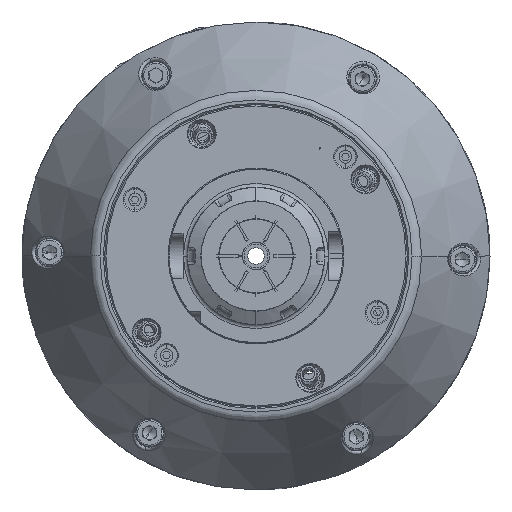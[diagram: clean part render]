
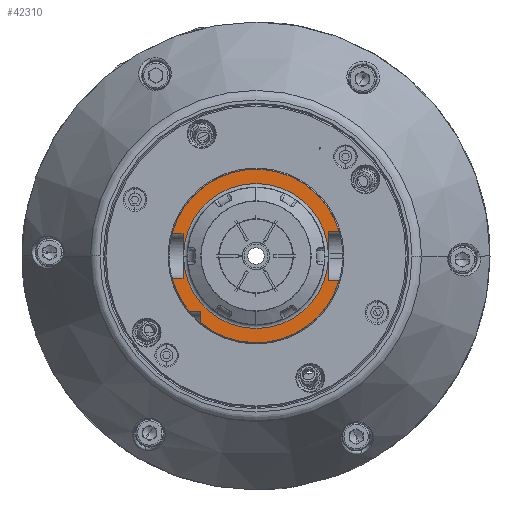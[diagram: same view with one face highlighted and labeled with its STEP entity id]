
A CAD part, left-side view. The second image highlights one B-rep face of the part: STEP entity #42310.
In plain terms, the highlighted planar face has unit normal (-1, 0, 0).
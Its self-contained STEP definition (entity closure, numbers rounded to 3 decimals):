
#1446 = VECTOR ( 'NONE', #16643, 1000. ) ;
#1452 = LINE ( 'NONE', #16658, #1446 ) ;
#1467 = VECTOR ( 'NONE', #14808, 1000. ) ;
#1470 = LINE ( 'NONE', #14812, #1467 ) ;
#5863 = EDGE_CURVE ( 'NONE', #23460, #23581, #8767, .T. ) ;
#5922 = EDGE_CURVE ( 'NONE', #23393, #23348, #8725, .T. ) ;
#5948 = EDGE_CURVE ( 'NONE', #23483, #23574, #8702, .T. ) ;
#5972 = EDGE_CURVE ( 'NONE', #23315, #23566, #8691, .T. ) ;
#8457 = DIRECTION ( 'NONE',  ( 0., -1., 0. ) ) ;
#8461 = CARTESIAN_POINT ( 'NONE',  ( -26., 0., 0. ) ) ;
#8476 = DIRECTION ( 'NONE',  ( 1., 0., 0. ) ) ;
#8614 = DIRECTION ( 'NONE',  ( 1., 0., 0. ) ) ;
#8615 = DIRECTION ( 'NONE',  ( 0., -1., 0. ) ) ;
#8618 = CARTESIAN_POINT ( 'NONE',  ( -26., 0., 0. ) ) ;
#8688 = VECTOR ( 'NONE', #41128, 1000. ) ;
#8691 = LINE ( 'NONE', #41129, #8688 ) ;
#8700 = VECTOR ( 'NONE', #41157, 1000. ) ;
#8702 = LINE ( 'NONE', #41166, #8700 ) ;
#8725 = CIRCLE ( 'NONE', #24791, 31.5 ) ;
#8767 = CIRCLE ( 'NONE', #24850, 26.323 ) ;
#9788 = DIRECTION ( 'NONE',  ( 0., -1., 0. ) ) ;
#9789 = CARTESIAN_POINT ( 'NONE',  ( -26., 31.501, 8. ) ) ;
#9867 = DIRECTION ( 'NONE',  ( 0., 0., -1. ) ) ;
#9883 = CARTESIAN_POINT ( 'NONE',  ( -26., 26.5, 8. ) ) ;
#9957 = DIRECTION ( 'NONE',  ( 0., -1., 0. ) ) ;
#9958 = DIRECTION ( 'NONE',  ( 1., 0., 0. ) ) ;
#9959 = CARTESIAN_POINT ( 'NONE',  ( -26., 0., 0. ) ) ;
#10037 = DIRECTION ( 'NONE',  ( 0., -1., 0. ) ) ;
#10039 = CARTESIAN_POINT ( 'NONE',  ( -26., 31.501, -20. ) ) ;
#10110 = CARTESIAN_POINT ( 'NONE',  ( -26., -26.5, 9. ) ) ;
#10111 = DIRECTION ( 'NONE',  ( 0., 0., -1. ) ) ;
#14391 = ORIENTED_EDGE ( 'NONE', *, *, #52410, .T. ) ;
#14392 = ORIENTED_EDGE ( 'NONE', *, *, #5863, .T. ) ;
#14393 = ORIENTED_EDGE ( 'NONE', *, *, #52310, .T. ) ;
#14394 = ORIENTED_EDGE ( 'NONE', *, *, #5972, .T. ) ;
#14395 = ORIENTED_EDGE ( 'NONE', *, *, #52332, .F. ) ;
#14396 = ORIENTED_EDGE ( 'NONE', *, *, #5948, .T. ) ;
#14397 = ORIENTED_EDGE ( 'NONE', *, *, #52291, .F. ) ;
#14398 = ORIENTED_EDGE ( 'NONE', *, *, #28849, .F. ) ;
#14400 = ORIENTED_EDGE ( 'NONE', *, *, #5922, .F. ) ;
#14402 = ORIENTED_EDGE ( 'NONE', *, *, #52383, .T. ) ;
#14404 = ORIENTED_EDGE ( 'NONE', *, *, #52361, .T. ) ;
#14406 = ORIENTED_EDGE ( 'NONE', *, *, #28864, .F. ) ;
#14409 = ORIENTED_EDGE ( 'NONE', *, *, #52393, .F. ) ;
#14808 = DIRECTION ( 'NONE',  ( 0., 1., 0. ) ) ;
#14812 = CARTESIAN_POINT ( 'NONE',  ( -26., -31.501, 9. ) ) ;
#16643 = DIRECTION ( 'NONE',  ( 0., -1., 0. ) ) ;
#16658 = CARTESIAN_POINT ( 'NONE',  ( -26., 31.501, -8. ) ) ;
#19163 = DIRECTION ( 'NONE',  ( 0., -1., 0. ) ) ;
#19164 = DIRECTION ( 'NONE',  ( 1., 0., 0. ) ) ;
#19169 = PLANE ( 'NONE',  #38437 ) ;
#19170 = CARTESIAN_POINT ( 'NONE',  ( -26., 0., -31.5 ) ) ;
#19818 = CIRCLE ( 'NONE', #32191, 26.323 ) ;
#19832 = CIRCLE ( 'NONE', #32195, 31.5 ) ;
#19842 = VECTOR ( 'NONE', #9788, 1000. ) ;
#19845 = LINE ( 'NONE', #9789, #19842 ) ;
#19871 = VECTOR ( 'NONE', #9867, 1000. ) ;
#19873 = LINE ( 'NONE', #9883, #19871 ) ;
#19892 = CIRCLE ( 'NONE', #32207, 31.5 ) ;
#19913 = VECTOR ( 'NONE', #10037, 1000. ) ;
#19915 = LINE ( 'NONE', #10039, #19913 ) ;
#19931 = VECTOR ( 'NONE', #10111, 1000. ) ;
#19934 = LINE ( 'NONE', #10110, #19931 ) ;
#22090 = DIRECTION ( 'NONE',  ( 0., -1., 0. ) ) ;
#22092 = DIRECTION ( 'NONE',  ( 1., 0., 0. ) ) ;
#22093 = CARTESIAN_POINT ( 'NONE',  ( -26., 0., 0. ) ) ;
#23315 = VERTEX_POINT ( 'NONE', #49129 ) ;
#23348 = VERTEX_POINT ( 'NONE', #49093 ) ;
#23393 = VERTEX_POINT ( 'NONE', #49042 ) ;
#23452 = VERTEX_POINT ( 'NONE', #48979 ) ;
#23453 = VERTEX_POINT ( 'NONE', #48978 ) ;
#23460 = VERTEX_POINT ( 'NONE', #48971 ) ;
#23477 = VERTEX_POINT ( 'NONE', #48953 ) ;
#23483 = VERTEX_POINT ( 'NONE', #48947 ) ;
#23543 = VERTEX_POINT ( 'NONE', #48878 ) ;
#23544 = VERTEX_POINT ( 'NONE', #48877 ) ;
#23566 = VERTEX_POINT ( 'NONE', #48852 ) ;
#23574 = VERTEX_POINT ( 'NONE', #48844 ) ;
#23581 = VERTEX_POINT ( 'NONE', #48837 ) ;
#24534 = FACE_OUTER_BOUND ( 'NONE', #26940, .T. ) ;
#24540 = FACE_BOUND ( 'NONE', #26928, .T. ) ;
#24791 = AXIS2_PLACEMENT_3D ( 'NONE', #41216, #41215, #41214 ) ;
#24850 = AXIS2_PLACEMENT_3D ( 'NONE', #22093, #22092, #22090 ) ;
#26928 = EDGE_LOOP ( 'NONE', ( #14391, #14392 ) ) ;
#26940 = EDGE_LOOP ( 'NONE', ( #14393, #14394, #14395, #14396, #14397, #14398, #14400, #14402, #14404, #14406, #14409 ) ) ;
#28849 = EDGE_CURVE ( 'NONE', #23348, #23453, #1470, .T. ) ;
#28864 = EDGE_CURVE ( 'NONE', #23452, #23477, #1452, .T. ) ;
#32191 = AXIS2_PLACEMENT_3D ( 'NONE', #8461, #8476, #8457 ) ;
#32195 = AXIS2_PLACEMENT_3D ( 'NONE', #8618, #8614, #8615 ) ;
#32207 = AXIS2_PLACEMENT_3D ( 'NONE', #9959, #9958, #9957 ) ;
#38437 = AXIS2_PLACEMENT_3D ( 'NONE', #19170, #19164, #19163 ) ;
#41128 = DIRECTION ( 'NONE',  ( 0., 0., -1. ) ) ;
#41129 = CARTESIAN_POINT ( 'NONE',  ( -26., 20., -29. ) ) ;
#41157 = DIRECTION ( 'NONE',  ( 0., 1., 0. ) ) ;
#41166 = CARTESIAN_POINT ( 'NONE',  ( -26., -31.501, -9. ) ) ;
#41214 = DIRECTION ( 'NONE',  ( 0., -1., 0. ) ) ;
#41215 = DIRECTION ( 'NONE',  ( 1., 0., 0. ) ) ;
#41216 = CARTESIAN_POINT ( 'NONE',  ( -26., 0., 0. ) ) ;
#42310 = ADVANCED_FACE ( 'NONE', ( #24540, #24534 ), #19169, .F. ) ;
#48837 = CARTESIAN_POINT ( 'NONE',  ( -26., -26.323, 0. ) ) ;
#48844 = CARTESIAN_POINT ( 'NONE',  ( -26., -26.5, -9. ) ) ;
#48852 = CARTESIAN_POINT ( 'NONE',  ( -26., 20., -24.336 ) ) ;
#48877 = CARTESIAN_POINT ( 'NONE',  ( -26., 24.336, -20. ) ) ;
#48878 = CARTESIAN_POINT ( 'NONE',  ( -26., 26.5, 8. ) ) ;
#48947 = CARTESIAN_POINT ( 'NONE',  ( -26., -30.187, -9. ) ) ;
#48953 = CARTESIAN_POINT ( 'NONE',  ( -26., 26.5, -8. ) ) ;
#48971 = CARTESIAN_POINT ( 'NONE',  ( -26., 26.323, 0. ) ) ;
#48978 = CARTESIAN_POINT ( 'NONE',  ( -26., -26.5, 9. ) ) ;
#48979 = CARTESIAN_POINT ( 'NONE',  ( -26., 30.467, -8. ) ) ;
#49042 = CARTESIAN_POINT ( 'NONE',  ( -26., 30.467, 8. ) ) ;
#49093 = CARTESIAN_POINT ( 'NONE',  ( -26., -30.187, 9. ) ) ;
#49129 = CARTESIAN_POINT ( 'NONE',  ( -26., 20., -20. ) ) ;
#52291 = EDGE_CURVE ( 'NONE', #23453, #23574, #19934, .T. ) ;
#52310 = EDGE_CURVE ( 'NONE', #23544, #23315, #19915, .T. ) ;
#52332 = EDGE_CURVE ( 'NONE', #23483, #23566, #19892, .T. ) ;
#52361 = EDGE_CURVE ( 'NONE', #23543, #23477, #19873, .T. ) ;
#52383 = EDGE_CURVE ( 'NONE', #23393, #23543, #19845, .T. ) ;
#52393 = EDGE_CURVE ( 'NONE', #23544, #23452, #19832, .T. ) ;
#52410 = EDGE_CURVE ( 'NONE', #23581, #23460, #19818, .T. ) ;
